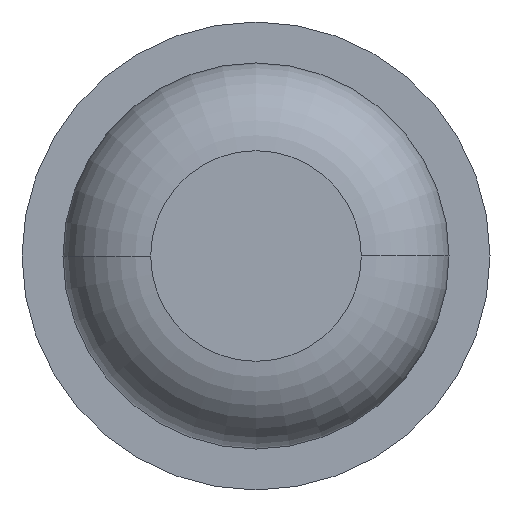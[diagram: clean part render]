
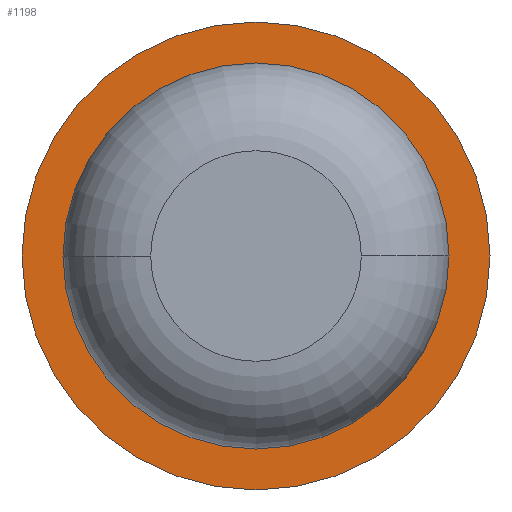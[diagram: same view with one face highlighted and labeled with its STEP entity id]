
A CAD part, front view. The second image highlights one B-rep face of the part: STEP entity #1198.
In plain terms, the highlighted planar face has unit normal (0, -1, 0).
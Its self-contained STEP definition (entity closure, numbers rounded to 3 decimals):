
#66 = CARTESIAN_POINT ( 'NONE',  ( 0., -6., 0. ) ) ;
#69 = CARTESIAN_POINT ( 'NONE',  ( 1., -6., 0. ) ) ;
#162 = VERTEX_POINT ( 'NONE', #69 ) ;
#260 = DIRECTION ( 'NONE',  ( 0., 1., 0. ) ) ;
#615 = CIRCLE ( 'NONE', #750, 0.825 ) ;
#750 = AXIS2_PLACEMENT_3D ( 'NONE', #66, #1819, #1447 ) ;
#772 = ORIENTED_EDGE ( 'NONE', *, *, #2175, .T. ) ;
#821 = ORIENTED_EDGE ( 'NONE', *, *, #2644, .T. ) ;
#953 = CARTESIAN_POINT ( 'NONE',  ( -0.825, -6., 0. ) ) ;
#1005 = CIRCLE ( 'NONE', #1266, 1. ) ;
#1046 = CARTESIAN_POINT ( 'NONE',  ( 0., -6., 0. ) ) ;
#1198 = ADVANCED_FACE ( 'Defeature ausgef�hrt1_36', ( #2208, #2035 ), #3676, .F. ) ;
#1266 = AXIS2_PLACEMENT_3D ( 'NONE', #3645, #2612, #2217 ) ;
#1330 = CIRCLE ( 'NONE', #3813, 1. ) ;
#1447 = DIRECTION ( 'NONE',  ( -1., 0., 0. ) ) ;
#1539 = ORIENTED_EDGE ( 'NONE', *, *, #2104, .F. ) ;
#1590 = DIRECTION ( 'NONE',  ( 0., 1., 0. ) ) ;
#1604 = VERTEX_POINT ( 'NONE', #953 ) ;
#1737 = DIRECTION ( 'NONE',  ( -1., 0., 0. ) ) ;
#1819 = DIRECTION ( 'NONE',  ( 0., 1., 0. ) ) ;
#2035 = FACE_BOUND ( 'NONE', #3395, .T. ) ;
#2104 = EDGE_CURVE ( 'Defeature ausgef�hrt1_37+Defeature ausgef�hrt1_36+Defeature ausgef�hrt1_36+Defeature ausgef�hrt1_36', #2523, #162, #1330, .T. ) ;
#2116 = VERTEX_POINT ( 'NONE', #4448 ) ;
#2175 = EDGE_CURVE ( 'Defeature ausgef�hrt1_36+Defeature ausgef�hrt1_31+Defeature ausgef�hrt1_31+Defeature ausgef�hrt1_31', #1604, #2116, #3848, .T. ) ;
#2186 = CARTESIAN_POINT ( 'NONE',  ( -1., -6., 0. ) ) ;
#2208 = FACE_OUTER_BOUND ( 'NONE', #3752, .T. ) ;
#2217 = DIRECTION ( 'NONE',  ( -1., 0., 0. ) ) ;
#2523 = VERTEX_POINT ( 'NONE', #2186 ) ;
#2612 = DIRECTION ( 'NONE',  ( 0., 1., 0. ) ) ;
#2644 = EDGE_CURVE ( 'Defeature ausgef�hrt1_36+Defeature ausgef�hrt1_31+Defeature ausgef�hrt1_31+Defeature ausgef�hrt1_31', #2116, #1604, #615, .T. ) ;
#2718 = DIRECTION ( 'NONE',  ( -1., 0., 0. ) ) ;
#3395 = EDGE_LOOP ( 'NONE', ( #772, #821 ) ) ;
#3422 = ORIENTED_EDGE ( 'NONE', *, *, #4049, .F. ) ;
#3568 = AXIS2_PLACEMENT_3D ( 'NONE', #1046, #3811, #1737 ) ;
#3645 = CARTESIAN_POINT ( 'NONE',  ( 0., -6., 0. ) ) ;
#3676 = PLANE ( 'NONE',  #4407 ) ;
#3748 = CARTESIAN_POINT ( 'NONE',  ( 0., -6., 0. ) ) ;
#3752 = EDGE_LOOP ( 'NONE', ( #1539, #3422 ) ) ;
#3811 = DIRECTION ( 'NONE',  ( 0., 1., 0. ) ) ;
#3813 = AXIS2_PLACEMENT_3D ( 'NONE', #3748, #260, #2718 ) ;
#3848 = CIRCLE ( 'NONE', #3568, 0.825 ) ;
#4009 = CARTESIAN_POINT ( 'NONE',  ( 0.825, -6., 0. ) ) ;
#4026 = DIRECTION ( 'NONE',  ( -1., 0., 0. ) ) ;
#4049 = EDGE_CURVE ( 'Defeature ausgef�hrt1_37+Defeature ausgef�hrt1_36+Defeature ausgef�hrt1_36+Defeature ausgef�hrt1_36', #162, #2523, #1005, .T. ) ;
#4407 = AXIS2_PLACEMENT_3D ( 'NONE', #4009, #1590, #4026 ) ;
#4448 = CARTESIAN_POINT ( 'NONE',  ( 0.825, -6., 0. ) ) ;
